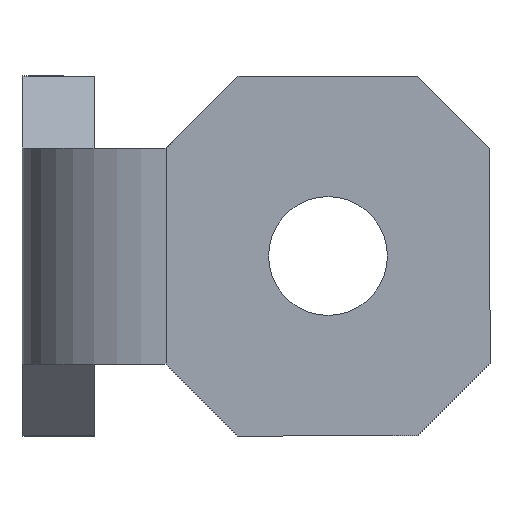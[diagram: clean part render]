
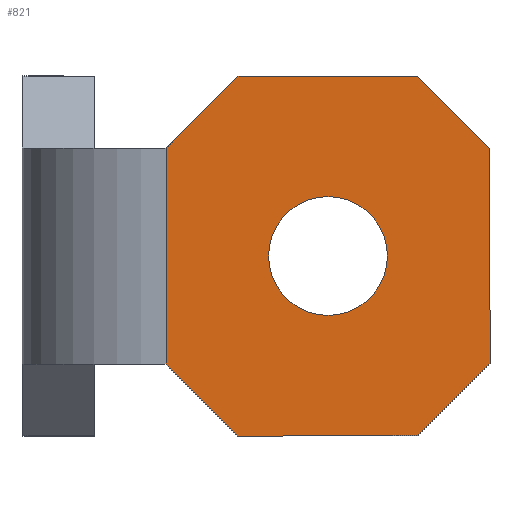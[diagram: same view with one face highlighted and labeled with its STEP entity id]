
A CAD part, front view. The second image highlights one B-rep face of the part: STEP entity #821.
In plain terms, the highlighted planar face has unit normal (0, -1, 0).
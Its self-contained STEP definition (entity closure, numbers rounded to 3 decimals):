
#6 = CARTESIAN_POINT ( 'NONE',  ( -4.5, -2., -1.65 ) ) ;
#10 = CARTESIAN_POINT ( 'NONE',  ( -7., -2., 5. ) ) ;
#18 = DIRECTION ( 'NONE',  ( -0.707, 0., -0.707 ) ) ;
#21 = EDGE_CURVE ( 'NONE', #183, #444, #45, .T. ) ;
#24 = VECTOR ( 'NONE', #170, 1000. ) ;
#30 = CARTESIAN_POINT ( 'NONE',  ( -7., -2., 5. ) ) ;
#44 = CARTESIAN_POINT ( 'NONE',  ( -9., -2., -5. ) ) ;
#45 = CIRCLE ( 'NONE', #497, 1.65 ) ;
#54 = DIRECTION ( 'NONE',  ( 0.707, 0., -0.707 ) ) ;
#66 = PLANE ( 'NONE',  #646 ) ;
#68 = ORIENTED_EDGE ( 'NONE', *, *, #419, .T. ) ;
#73 = LINE ( 'NONE', #441, #393 ) ;
#86 = VECTOR ( 'NONE', #626, 1000. ) ;
#89 = AXIS2_PLACEMENT_3D ( 'NONE', #425, #230, #492 ) ;
#101 = CARTESIAN_POINT ( 'NONE',  ( 0., -2., 3. ) ) ;
#106 = EDGE_CURVE ( 'NONE', #610, #329, #747, .T. ) ;
#107 = VECTOR ( 'NONE', #681, 1000. ) ;
#108 = CARTESIAN_POINT ( 'NONE',  ( -4.5, -2., 0. ) ) ;
#119 = DIRECTION ( 'NONE',  ( 0., 0., -1. ) ) ;
#123 = EDGE_CURVE ( 'NONE', #759, #468, #565, .T. ) ;
#124 = LINE ( 'NONE', #529, #86 ) ;
#135 = CARTESIAN_POINT ( 'NONE',  ( -9., -2., -3. ) ) ;
#170 = DIRECTION ( 'NONE',  ( 1., 0., 0. ) ) ;
#183 = VERTEX_POINT ( 'NONE', #590 ) ;
#184 = DIRECTION ( 'NONE',  ( 1., 0., 0. ) ) ;
#192 = ORIENTED_EDGE ( 'NONE', *, *, #106, .F. ) ;
#193 = CARTESIAN_POINT ( 'NONE',  ( 0., -2., 5. ) ) ;
#219 = CARTESIAN_POINT ( 'NONE',  ( 0., -2., -3. ) ) ;
#220 = EDGE_CURVE ( 'NONE', #651, #597, #124, .T. ) ;
#224 = EDGE_CURVE ( 'NONE', #444, #183, #429, .T. ) ;
#230 = DIRECTION ( 'NONE',  ( 0., 1., 0. ) ) ;
#245 = CARTESIAN_POINT ( 'NONE',  ( -13., -2., 5. ) ) ;
#268 = DIRECTION ( 'NONE',  ( -0.707, 0., -0.707 ) ) ;
#278 = EDGE_LOOP ( 'NONE', ( #504, #351 ) ) ;
#282 = CARTESIAN_POINT ( 'NONE',  ( -7., -2., -5. ) ) ;
#303 = EDGE_CURVE ( 'NONE', #468, #463, #703, .T. ) ;
#309 = FACE_OUTER_BOUND ( 'NONE', #557, .T. ) ;
#318 = DIRECTION ( 'NONE',  ( 0., 0., 1. ) ) ;
#329 = VERTEX_POINT ( 'NONE', #782 ) ;
#351 = ORIENTED_EDGE ( 'NONE', *, *, #224, .T. ) ;
#357 = EDGE_CURVE ( 'NONE', #610, #553, #825, .T. ) ;
#376 = ORIENTED_EDGE ( 'NONE', *, *, #477, .F. ) ;
#393 = VECTOR ( 'NONE', #119, 1000. ) ;
#401 = ORIENTED_EDGE ( 'NONE', *, *, #303, .T. ) ;
#408 = DIRECTION ( 'NONE',  ( 1., 0., 0. ) ) ;
#419 = EDGE_CURVE ( 'NONE', #553, #759, #73, .T. ) ;
#425 = CARTESIAN_POINT ( 'NONE',  ( -4.5, -2., 0. ) ) ;
#429 = CIRCLE ( 'NONE', #89, 1.65 ) ;
#441 = CARTESIAN_POINT ( 'NONE',  ( -9., -2., 5. ) ) ;
#443 = CARTESIAN_POINT ( 'NONE',  ( -7., -2., -5. ) ) ;
#444 = VERTEX_POINT ( 'NONE', #6 ) ;
#460 = VECTOR ( 'NONE', #268, 1000. ) ;
#463 = VERTEX_POINT ( 'NONE', #786 ) ;
#464 = CARTESIAN_POINT ( 'NONE',  ( -2., -2., -5. ) ) ;
#468 = VERTEX_POINT ( 'NONE', #282 ) ;
#477 = EDGE_CURVE ( 'NONE', #597, #463, #729, .T. ) ;
#492 = DIRECTION ( 'NONE',  ( 0., 0., 1. ) ) ;
#497 = AXIS2_PLACEMENT_3D ( 'NONE', #108, #623, #318 ) ;
#504 = ORIENTED_EDGE ( 'NONE', *, *, #21, .T. ) ;
#529 = CARTESIAN_POINT ( 'NONE',  ( 0., -2., 5. ) ) ;
#532 = ORIENTED_EDGE ( 'NONE', *, *, #762, .T. ) ;
#538 = CARTESIAN_POINT ( 'NONE',  ( 0., -2., 3. ) ) ;
#553 = VERTEX_POINT ( 'NONE', #790 ) ;
#557 = EDGE_LOOP ( 'NONE', ( #401, #376, #602, #532, #192, #727, #68, #734 ) ) ;
#565 = LINE ( 'NONE', #443, #807 ) ;
#590 = CARTESIAN_POINT ( 'NONE',  ( -4.5, -2., 1.65 ) ) ;
#596 = VECTOR ( 'NONE', #184, 1000. ) ;
#597 = VERTEX_POINT ( 'NONE', #219 ) ;
#602 = ORIENTED_EDGE ( 'NONE', *, *, #220, .F. ) ;
#610 = VERTEX_POINT ( 'NONE', #30 ) ;
#623 = DIRECTION ( 'NONE',  ( 0., 1., 0. ) ) ;
#626 = DIRECTION ( 'NONE',  ( 0., 0., -1. ) ) ;
#646 = AXIS2_PLACEMENT_3D ( 'NONE', #193, #769, #408 ) ;
#651 = VERTEX_POINT ( 'NONE', #101 ) ;
#670 = FACE_BOUND ( 'NONE', #278, .T. ) ;
#681 = DIRECTION ( 'NONE',  ( -0.707, 0., 0.707 ) ) ;
#703 = LINE ( 'NONE', #44, #24 ) ;
#727 = ORIENTED_EDGE ( 'NONE', *, *, #357, .T. ) ;
#729 = LINE ( 'NONE', #464, #740 ) ;
#734 = ORIENTED_EDGE ( 'NONE', *, *, #123, .T. ) ;
#740 = VECTOR ( 'NONE', #18, 1000. ) ;
#747 = LINE ( 'NONE', #245, #596 ) ;
#759 = VERTEX_POINT ( 'NONE', #135 ) ;
#761 = LINE ( 'NONE', #538, #107 ) ;
#762 = EDGE_CURVE ( 'NONE', #651, #329, #761, .T. ) ;
#769 = DIRECTION ( 'NONE',  ( 0., -1., 0. ) ) ;
#782 = CARTESIAN_POINT ( 'NONE',  ( -2., -2., 5. ) ) ;
#786 = CARTESIAN_POINT ( 'NONE',  ( -2., -2., -5. ) ) ;
#790 = CARTESIAN_POINT ( 'NONE',  ( -9., -2., 3. ) ) ;
#807 = VECTOR ( 'NONE', #54, 1000. ) ;
#821 = ADVANCED_FACE ( 'NONE', ( #670, #309 ), #66, .T. ) ;
#825 = LINE ( 'NONE', #10, #460 ) ;
